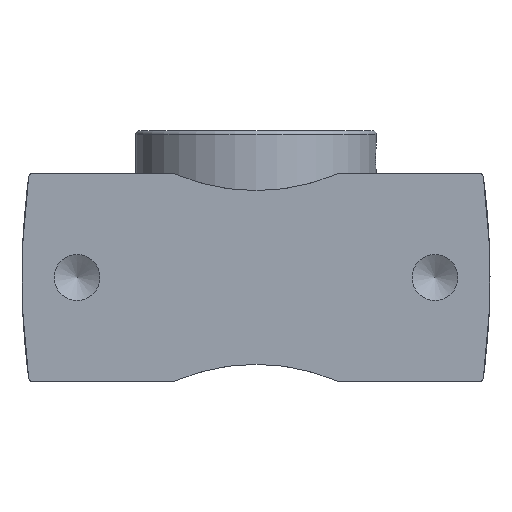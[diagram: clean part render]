
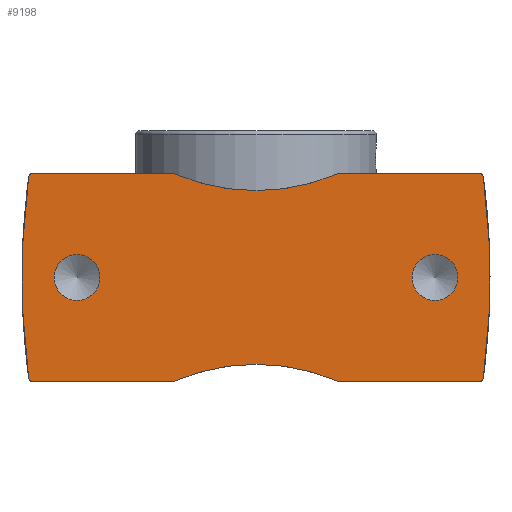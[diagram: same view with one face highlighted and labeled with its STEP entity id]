
A CAD part, front view. The second image highlights one B-rep face of the part: STEP entity #9198.
In plain terms, the highlighted face is planar.
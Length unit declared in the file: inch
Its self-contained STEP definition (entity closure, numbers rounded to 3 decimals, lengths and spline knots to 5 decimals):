
#3659=CARTESIAN_POINT('',(-0.2085,-1.62598,-0.));
#3660=VERTEX_POINT('',#3659);
#3670=CARTESIAN_POINT('',(0.2085,-1.62598,-0.));
#3671=VERTEX_POINT('',#3670);
#3672=CARTESIAN_POINT('',(0.,-1.62598,-0.));
#3673=DIRECTION('',(0.,-0.,1.));
#3674=DIRECTION('',(1.,0.,-0.));
#3675=AXIS2_PLACEMENT_3D('',#3672,#3673,#3674);
#3676=CIRCLE('',#3675,0.2085);
#3677=EDGE_CURVE('',#3671,#3660,#3676,.T.);
#3679=CARTESIAN_POINT('',(0.,-1.62598,-0.));
#3680=DIRECTION('',(0.,-0.,1.));
#3681=DIRECTION('',(1.,0.,-0.));
#3682=AXIS2_PLACEMENT_3D('',#3679,#3680,#3681);
#3683=CIRCLE('',#3682,0.2085);
#3684=EDGE_CURVE('',#3660,#3671,#3683,.T.);
#3729=CARTESIAN_POINT('',(-0.2085,1.62598,0.));
#3730=VERTEX_POINT('',#3729);
#3740=CARTESIAN_POINT('',(0.2085,1.62598,0.));
#3741=VERTEX_POINT('',#3740);
#3742=CARTESIAN_POINT('',(-0.,1.62598,0.));
#3743=DIRECTION('',(0.,-0.,1.));
#3744=DIRECTION('',(1.,0.,-0.));
#3745=AXIS2_PLACEMENT_3D('',#3742,#3743,#3744);
#3746=CIRCLE('',#3745,0.2085);
#3747=EDGE_CURVE('',#3741,#3730,#3746,.T.);
#3749=CARTESIAN_POINT('',(-0.,1.62598,0.));
#3750=DIRECTION('',(0.,-0.,1.));
#3751=DIRECTION('',(1.,0.,-0.));
#3752=AXIS2_PLACEMENT_3D('',#3749,#3750,#3751);
#3753=CIRCLE('',#3752,0.2085);
#3754=EDGE_CURVE('',#3730,#3741,#3753,.T.);
#6355=CARTESIAN_POINT('',(-0.91452,-2.06517,-0.));
#6356=VERTEX_POINT('',#6355);
#6363=CARTESIAN_POINT('',(0.91452,-2.06517,-0.));
#6364=VERTEX_POINT('',#6363);
#6365=CARTESIAN_POINT('',(-0.,4.78111,0.));
#6366=DIRECTION('',(-0.,0.,-1.));
#6367=DIRECTION('',(1.,0.,-0.));
#6368=AXIS2_PLACEMENT_3D('',#6365,#6366,#6367);
#6369=CIRCLE('',#6368,6.9071);
#6370=EDGE_CURVE('',#6364,#6356,#6369,.T.);
#6832=CARTESIAN_POINT('',(0.91452,2.06517,0.));
#6833=VERTEX_POINT('',#6832);
#6840=CARTESIAN_POINT('',(-0.91452,2.06517,0.));
#6841=VERTEX_POINT('',#6840);
#6842=CARTESIAN_POINT('',(0.,-4.78111,-0.));
#6843=DIRECTION('',(-0.,0.,-1.));
#6844=DIRECTION('',(-1.,-0.,0.));
#6845=AXIS2_PLACEMENT_3D('',#6842,#6843,#6844);
#6846=CIRCLE('',#6845,6.9071);
#6847=EDGE_CURVE('',#6841,#6833,#6846,.T.);
#6900=CARTESIAN_POINT('',(0.94488,2.03048,0.));
#6901=VERTEX_POINT('',#6900);
#6908=CARTESIAN_POINT('',(0.90988,2.03048,0.));
#6909=DIRECTION('',(-0.,-0.,1.));
#6910=DIRECTION('',(0.752,0.659,0.));
#6911=AXIS2_PLACEMENT_3D('',#6908,#6909,#6910);
#6912=CIRCLE('',#6911,0.035);
#6913=EDGE_CURVE('',#6901,#6833,#6912,.T.);
#6925=CARTESIAN_POINT('',(0.94488,0.74803,0.));
#6926=VERTEX_POINT('',#6925);
#6933=CARTESIAN_POINT('',(0.94488,2.04902,0.));
#6934=DIRECTION('',(0.,-1.,-0.));
#6935=VECTOR('',#6934,0.5049);
#6936=LINE('',#6933,#6935);
#6937=EDGE_CURVE('',#6901,#6926,#6936,.T.);
#6950=CARTESIAN_POINT('',(0.78921,0.,0.));
#6951=VERTEX_POINT('',#6950);
#7018=CARTESIAN_POINT('',(0.94488,-0.74803,-0.));
#7019=VERTEX_POINT('',#7018);
#7026=CARTESIAN_POINT('',(2.66421,0.,-0.));
#7027=DIRECTION('',(0.,-0.,1.));
#7028=DIRECTION('',(1.,0.,-0.));
#7029=AXIS2_PLACEMENT_3D('',#7026,#7027,#7028);
#7030=CIRCLE('',#7029,1.875);
#7031=EDGE_CURVE('',#6951,#7019,#7030,.T.);
#7458=CARTESIAN_POINT('',(-0.78921,-0.,-0.));
#7459=VERTEX_POINT('',#7458);
#7496=CARTESIAN_POINT('',(-0.94488,0.74803,0.));
#7497=VERTEX_POINT('',#7496);
#7504=CARTESIAN_POINT('',(-2.66421,-0.,0.));
#7505=DIRECTION('',(0.,-0.,1.));
#7506=DIRECTION('',(-1.,-0.,0.));
#7507=AXIS2_PLACEMENT_3D('',#7504,#7505,#7506);
#7508=CIRCLE('',#7507,1.875);
#7509=EDGE_CURVE('',#7459,#7497,#7508,.T.);
#7520=CARTESIAN_POINT('',(-0.94488,2.03048,0.));
#7521=VERTEX_POINT('',#7520);
#7528=CARTESIAN_POINT('',(-0.94488,2.04902,0.));
#7529=DIRECTION('',(0.,-1.,-0.));
#7530=VECTOR('',#7529,0.5049);
#7531=LINE('',#7528,#7530);
#7532=EDGE_CURVE('',#7521,#7497,#7531,.T.);
#7545=CARTESIAN_POINT('',(-0.90988,2.03048,0.));
#7546=DIRECTION('',(-0.,-0.,1.));
#7547=DIRECTION('',(-0.752,0.659,0.));
#7548=AXIS2_PLACEMENT_3D('',#7545,#7546,#7547);
#7549=CIRCLE('',#7548,0.035);
#7550=EDGE_CURVE('',#6841,#7521,#7549,.T.);
#8663=CARTESIAN_POINT('',(0.94488,-2.03048,-0.));
#8664=VERTEX_POINT('',#8663);
#8671=CARTESIAN_POINT('',(0.94488,0.95511,0.));
#8672=DIRECTION('',(0.,-1.,-0.));
#8673=VECTOR('',#8672,0.5049);
#8674=LINE('',#8671,#8673);
#8675=EDGE_CURVE('',#7019,#8664,#8674,.T.);
#8688=CARTESIAN_POINT('',(0.90988,-2.03048,-0.));
#8689=DIRECTION('',(0.,-0.,1.));
#8690=DIRECTION('',(0.752,-0.659,-0.));
#8691=AXIS2_PLACEMENT_3D('',#8688,#8689,#8690);
#8692=CIRCLE('',#8691,0.035);
#8693=EDGE_CURVE('',#6364,#8664,#8692,.T.);
#9061=CARTESIAN_POINT('',(-0.94488,-2.03048,-0.));
#9062=VERTEX_POINT('',#9061);
#9069=CARTESIAN_POINT('',(-0.90988,-2.03048,-0.));
#9070=DIRECTION('',(0.,-0.,1.));
#9071=DIRECTION('',(-0.752,-0.659,-0.));
#9072=AXIS2_PLACEMENT_3D('',#9069,#9070,#9071);
#9073=CIRCLE('',#9072,0.035);
#9074=EDGE_CURVE('',#9062,#6356,#9073,.T.);
#9086=CARTESIAN_POINT('',(-0.94488,-0.74803,-0.));
#9087=VERTEX_POINT('',#9086);
#9094=CARTESIAN_POINT('',(-0.94488,0.95511,0.));
#9095=DIRECTION('',(0.,-1.,-0.));
#9096=VECTOR('',#9095,0.5049);
#9097=LINE('',#9094,#9096);
#9098=EDGE_CURVE('',#9087,#9062,#9097,.T.);
#9157=CARTESIAN_POINT('',(0.4675,1.04896,0.));
#9158=DIRECTION('',(0.,-0.,1.));
#9159=DIRECTION('',(1.,0.,-0.));
#9160=AXIS2_PLACEMENT_3D('',#9157,#9158,#9159);
#9161=PLANE('',#9160);
#9162=ORIENTED_EDGE('',*,*,#3677,.T.);
#9163=ORIENTED_EDGE('',*,*,#3684,.T.);
#9164=EDGE_LOOP('',(#9162,#9163));
#9165=FACE_BOUND('',#9164,.T.);
#9166=ORIENTED_EDGE('',*,*,#3747,.T.);
#9167=ORIENTED_EDGE('',*,*,#3754,.T.);
#9168=EDGE_LOOP('',(#9166,#9167));
#9169=FACE_BOUND('',#9168,.T.);
#9170=ORIENTED_EDGE('',*,*,#6913,.F.);
#9171=ORIENTED_EDGE('',*,*,#6937,.T.);
#9172=CARTESIAN_POINT('',(2.66421,0.,-0.));
#9173=DIRECTION('',(0.,-0.,1.));
#9174=DIRECTION('',(1.,0.,-0.));
#9175=AXIS2_PLACEMENT_3D('',#9172,#9173,#9174);
#9176=CIRCLE('',#9175,1.875);
#9177=EDGE_CURVE('',#6926,#6951,#9176,.T.);
#9178=ORIENTED_EDGE('',*,*,#9177,.T.);
#9179=ORIENTED_EDGE('',*,*,#7031,.T.);
#9180=ORIENTED_EDGE('',*,*,#8675,.T.);
#9181=ORIENTED_EDGE('',*,*,#8693,.F.);
#9182=ORIENTED_EDGE('',*,*,#6370,.T.);
#9183=ORIENTED_EDGE('',*,*,#9074,.F.);
#9184=ORIENTED_EDGE('',*,*,#9098,.F.);
#9185=CARTESIAN_POINT('',(-2.66421,-0.,0.));
#9186=DIRECTION('',(0.,-0.,1.));
#9187=DIRECTION('',(-1.,-0.,0.));
#9188=AXIS2_PLACEMENT_3D('',#9185,#9186,#9187);
#9189=CIRCLE('',#9188,1.875);
#9190=EDGE_CURVE('',#9087,#7459,#9189,.T.);
#9191=ORIENTED_EDGE('',*,*,#9190,.T.);
#9192=ORIENTED_EDGE('',*,*,#7509,.T.);
#9193=ORIENTED_EDGE('',*,*,#7532,.F.);
#9194=ORIENTED_EDGE('',*,*,#7550,.F.);
#9195=ORIENTED_EDGE('',*,*,#6847,.T.);
#9196=EDGE_LOOP('',(#9170,#9171,#9178,#9179,#9180,#9181,#9182,#9183,#9184,#9191,#9192,#9193,#9194,#9195));
#9197=FACE_BOUND('',#9196,.T.);
#9198=ADVANCED_FACE('',(#9165,#9169,#9197),#9161,.F.);
